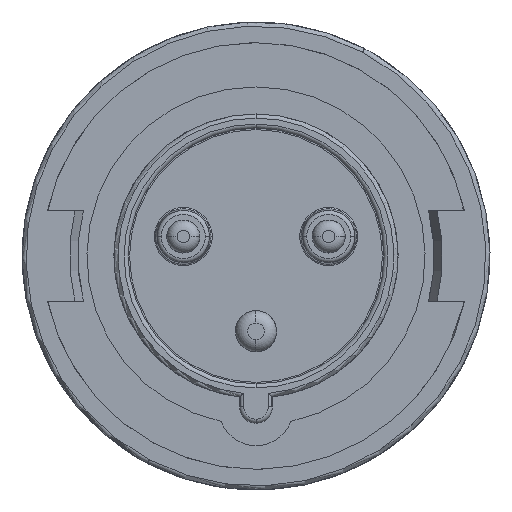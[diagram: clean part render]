
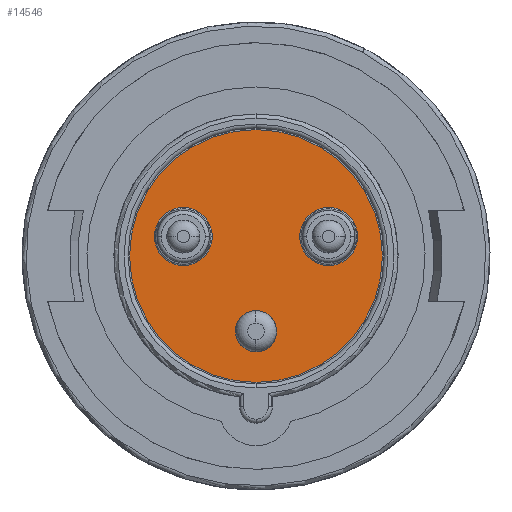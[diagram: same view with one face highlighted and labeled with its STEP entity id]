
A CAD part, front view. The second image highlights one B-rep face of the part: STEP entity #14546.
In plain terms, the highlighted planar face has unit normal (0, -1, 0).
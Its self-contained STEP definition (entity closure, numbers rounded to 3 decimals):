
#657 = CARTESIAN_POINT ( 'NONE',  ( 0., -10., -18.25 ) ) ;
#1144 = DIRECTION ( 'NONE',  ( 0., -1., 0. ) ) ;
#1652 = CARTESIAN_POINT ( 'NONE',  ( 0., -10., 0. ) ) ;
#2257 = CARTESIAN_POINT ( 'NONE',  ( 4.951, -10., -17.554 ) ) ;
#2515 = DIRECTION ( 'NONE',  ( 0.99, 0., 0.139 ) ) ;
#2557 = VERTEX_POINT ( 'NONE', #44924 ) ;
#2936 = CIRCLE ( 'NONE', #34904, 30.65 ) ;
#2972 = VERTEX_POINT ( 'NONE', #4739 ) ;
#3222 = CARTESIAN_POINT ( 'NONE',  ( 30.65, -10., 0. ) ) ;
#3498 = VERTEX_POINT ( 'NONE', #24411 ) ;
#4653 = ORIENTED_EDGE ( 'NONE', *, *, #14127, .F. ) ;
#4739 = CARTESIAN_POINT ( 'NONE',  ( 24.654, -10., 4.723 ) ) ;
#4773 = DIRECTION ( 'NONE',  ( -1., 0., 0. ) ) ;
#6446 = VERTEX_POINT ( 'NONE', #2257 ) ;
#7163 = CARTESIAN_POINT ( 'NONE',  ( 10.602, -10., 4.723 ) ) ;
#7399 = AXIS2_PLACEMENT_3D ( 'NONE', #31901, #28646, #36093 ) ;
#7560 = VERTEX_POINT ( 'NONE', #7163 ) ;
#8037 = ORIENTED_EDGE ( 'NONE', *, *, #16202, .F. ) ;
#8119 = CARTESIAN_POINT ( 'NONE',  ( 22.59, -10., -4.377 ) ) ;
#8401 = EDGE_CURVE ( 'NONE', #2557, #30540, #28562, .T. ) ;
#8515 = AXIS2_PLACEMENT_3D ( 'NONE', #1652, #15892, #30070 ) ;
#8770 = DIRECTION ( 'NONE',  ( 0., -1., 0. ) ) ;
#11397 = FACE_BOUND ( 'NONE', #27299, .T. ) ;
#12768 = CARTESIAN_POINT ( 'NONE',  ( -10.602, -10., 4.723 ) ) ;
#12915 = DIRECTION ( 'NONE',  ( 0., -1., 0. ) ) ;
#13230 = DIRECTION ( 'NONE',  ( 0., -1., 0. ) ) ;
#13377 = EDGE_CURVE ( 'NONE', #6446, #3498, #14251, .T. ) ;
#13397 = CARTESIAN_POINT ( 'NONE',  ( 17.628, -10., 4.723 ) ) ;
#13569 = EDGE_CURVE ( 'NONE', #3498, #6446, #33575, .T. ) ;
#13644 = CIRCLE ( 'NONE', #29984, 7.026 ) ;
#13954 = EDGE_LOOP ( 'NONE', ( #4653, #26391 ) ) ;
#14127 = EDGE_CURVE ( 'NONE', #32638, #35284, #26171, .T. ) ;
#14251 = CIRCLE ( 'NONE', #34281, 5. ) ;
#14546 = ADVANCED_FACE ( 'NONE', ( #18597, #15814, #11397, #15346 ), #29300, .T. ) ;
#14919 = DIRECTION ( 'NONE',  ( 0.99, 0., 0.139 ) ) ;
#15346 = FACE_BOUND ( 'NONE', #13954, .T. ) ;
#15485 = DIRECTION ( 'NONE',  ( 0., -1., 0. ) ) ;
#15814 = FACE_BOUND ( 'NONE', #38376, .T. ) ;
#15892 = DIRECTION ( 'NONE',  ( 0., -1., 0. ) ) ;
#16202 = EDGE_CURVE ( 'NONE', #2972, #7560, #13644, .T. ) ;
#16509 = AXIS2_PLACEMENT_3D ( 'NONE', #44327, #12915, #20109 ) ;
#16885 = DIRECTION ( 'NONE',  ( -1., 0., 0. ) ) ;
#18445 = ORIENTED_EDGE ( 'NONE', *, *, #8401, .T. ) ;
#18597 = FACE_OUTER_BOUND ( 'NONE', #37973, .T. ) ;
#18620 = ORIENTED_EDGE ( 'NONE', *, *, #32946, .T. ) ;
#19538 = CARTESIAN_POINT ( 'NONE',  ( 0., -10., 0. ) ) ;
#20109 = DIRECTION ( 'NONE',  ( 1., 0., 0. ) ) ;
#22391 = AXIS2_PLACEMENT_3D ( 'NONE', #29200, #15485, #4773 ) ;
#22574 = DIRECTION ( 'NONE',  ( 0., 0., -1. ) ) ;
#22800 = EDGE_CURVE ( 'NONE', #35284, #32638, #43852, .T. ) ;
#24411 = CARTESIAN_POINT ( 'NONE',  ( -4.951, -10., -18.946 ) ) ;
#25201 = ORIENTED_EDGE ( 'NONE', *, *, #13569, .F. ) ;
#25571 = DIRECTION ( 'NONE',  ( 0., -1., 0. ) ) ;
#26171 = CIRCLE ( 'NONE', #16509, 7.026 ) ;
#26391 = ORIENTED_EDGE ( 'NONE', *, *, #22800, .F. ) ;
#27299 = EDGE_LOOP ( 'NONE', ( #41284, #25201 ) ) ;
#27516 = ORIENTED_EDGE ( 'NONE', *, *, #36946, .F. ) ;
#28562 = CIRCLE ( 'NONE', #8515, 30.65 ) ;
#28646 = DIRECTION ( 'NONE',  ( 0., -1., 0. ) ) ;
#29200 = CARTESIAN_POINT ( 'NONE',  ( 17.628, -10., 4.723 ) ) ;
#29300 = PLANE ( 'NONE',  #35873 ) ;
#29984 = AXIS2_PLACEMENT_3D ( 'NONE', #13397, #8770, #16885 ) ;
#30070 = DIRECTION ( 'NONE',  ( 1., 0., 0. ) ) ;
#30516 = CARTESIAN_POINT ( 'NONE',  ( -24.654, -10., 4.723 ) ) ;
#30540 = VERTEX_POINT ( 'NONE', #3222 ) ;
#31901 = CARTESIAN_POINT ( 'NONE',  ( -17.628, -10., 4.723 ) ) ;
#32638 = VERTEX_POINT ( 'NONE', #30516 ) ;
#32763 = CIRCLE ( 'NONE', #22391, 7.026 ) ;
#32946 = EDGE_CURVE ( 'NONE', #30540, #2557, #2936, .T. ) ;
#33575 = CIRCLE ( 'NONE', #43984, 5. ) ;
#34281 = AXIS2_PLACEMENT_3D ( 'NONE', #657, #1144, #14919 ) ;
#34904 = AXIS2_PLACEMENT_3D ( 'NONE', #19538, #13230, #41402 ) ;
#35284 = VERTEX_POINT ( 'NONE', #12768 ) ;
#35873 = AXIS2_PLACEMENT_3D ( 'NONE', #8119, #25571, #22574 ) ;
#36093 = DIRECTION ( 'NONE',  ( 1., 0., 0. ) ) ;
#36946 = EDGE_CURVE ( 'NONE', #7560, #2972, #32763, .T. ) ;
#37923 = CARTESIAN_POINT ( 'NONE',  ( 0., -10., -18.25 ) ) ;
#37973 = EDGE_LOOP ( 'NONE', ( #18620, #18445 ) ) ;
#38376 = EDGE_LOOP ( 'NONE', ( #27516, #8037 ) ) ;
#40967 = DIRECTION ( 'NONE',  ( 0., -1., 0. ) ) ;
#41284 = ORIENTED_EDGE ( 'NONE', *, *, #13377, .F. ) ;
#41402 = DIRECTION ( 'NONE',  ( 1., 0., 0. ) ) ;
#43852 = CIRCLE ( 'NONE', #7399, 7.026 ) ;
#43984 = AXIS2_PLACEMENT_3D ( 'NONE', #37923, #40967, #2515 ) ;
#44327 = CARTESIAN_POINT ( 'NONE',  ( -17.628, -10., 4.723 ) ) ;
#44924 = CARTESIAN_POINT ( 'NONE',  ( -30.65, -10., 0. ) ) ;
